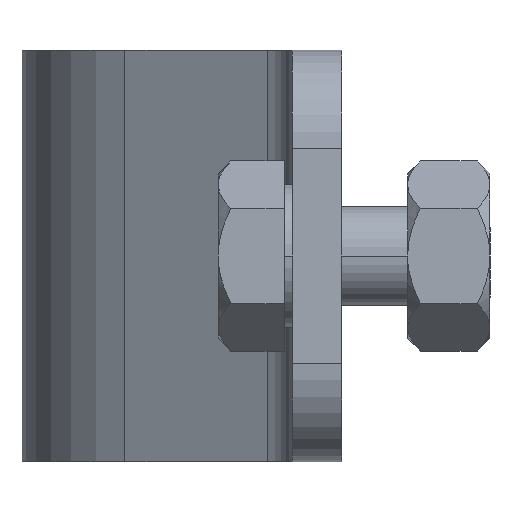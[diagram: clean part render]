
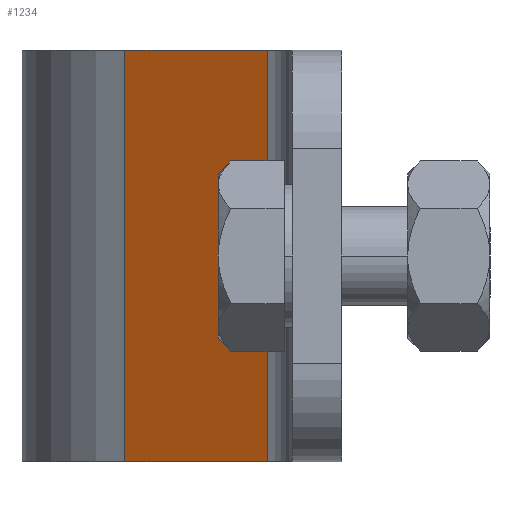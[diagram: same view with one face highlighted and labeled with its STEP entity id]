
A CAD part, left-side view. The second image highlights one B-rep face of the part: STEP entity #1234.
In plain terms, the highlighted planar face has unit normal (-0.866, 0.5, 0).
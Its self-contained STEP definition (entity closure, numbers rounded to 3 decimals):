
#83 = CARTESIAN_POINT ( 'NONE',  ( 1.598, 13.16, -12.5 ) ) ;
#228 = CARTESIAN_POINT ( 'NONE',  ( -14.444, -14.625, -6.5 ) ) ;
#294 = DIRECTION ( 'NONE',  ( 0., 0., 1. ) ) ;
#419 = VECTOR ( 'NONE', #1599, 1000. ) ;
#452 = LINE ( 'NONE', #1588, #419 ) ;
#511 = VERTEX_POINT ( 'NONE', #2124 ) ;
#606 = VERTEX_POINT ( 'NONE', #917 ) ;
#652 = VERTEX_POINT ( 'NONE', #1271 ) ;
#653 = CARTESIAN_POINT ( 'NONE',  ( -3.402, 4.5, -6.5 ) ) ;
#738 = ORIENTED_EDGE ( 'NONE', *, *, #1925, .T. ) ;
#743 = AXIS2_PLACEMENT_3D ( 'NONE', #228, #1052, #843 ) ;
#819 = EDGE_LOOP ( 'NONE', ( #738, #2337, #1963, #1554 ) ) ;
#843 = DIRECTION ( 'NONE',  ( 0., 0., 1. ) ) ;
#874 = CARTESIAN_POINT ( 'NONE',  ( -14.444, -14.625, -12.5 ) ) ;
#917 = CARTESIAN_POINT ( 'NONE',  ( -3.402, 4.5, 12.5 ) ) ;
#924 = FACE_OUTER_BOUND ( 'NONE', #819, .T. ) ;
#933 = VERTEX_POINT ( 'NONE', #83 ) ;
#997 = VECTOR ( 'NONE', #2208, 1000. ) ;
#1047 = LINE ( 'NONE', #1705, #997 ) ;
#1052 = DIRECTION ( 'NONE',  ( -0.866, 0.5, 0. ) ) ;
#1234 = ADVANCED_FACE ( 'NONE', ( #924 ), #1926, .T. ) ;
#1258 = VECTOR ( 'NONE', #1286, 1000. ) ;
#1271 = CARTESIAN_POINT ( 'NONE',  ( -3.402, 4.5, -12.5 ) ) ;
#1286 = DIRECTION ( 'NONE',  ( -0.5, -0.866, 0. ) ) ;
#1316 = EDGE_CURVE ( 'NONE', #511, #933, #452, .T. ) ;
#1360 = LINE ( 'NONE', #874, #1258 ) ;
#1475 = EDGE_CURVE ( 'NONE', #652, #606, #2083, .T. ) ;
#1553 = EDGE_CURVE ( 'NONE', #933, #652, #1360, .T. ) ;
#1554 = ORIENTED_EDGE ( 'NONE', *, *, #1475, .T. ) ;
#1588 = CARTESIAN_POINT ( 'NONE',  ( 1.598, 13.16, -6.5 ) ) ;
#1599 = DIRECTION ( 'NONE',  ( 0., 0., -1. ) ) ;
#1705 = CARTESIAN_POINT ( 'NONE',  ( -14.444, -14.625, 12.5 ) ) ;
#1736 = VECTOR ( 'NONE', #294, 1000. ) ;
#1925 = EDGE_CURVE ( 'NONE', #606, #511, #1047, .T. ) ;
#1926 = PLANE ( 'NONE',  #743 ) ;
#1963 = ORIENTED_EDGE ( 'NONE', *, *, #1553, .T. ) ;
#2083 = LINE ( 'NONE', #653, #1736 ) ;
#2124 = CARTESIAN_POINT ( 'NONE',  ( 1.598, 13.16, 12.5 ) ) ;
#2208 = DIRECTION ( 'NONE',  ( 0.5, 0.866, 0. ) ) ;
#2337 = ORIENTED_EDGE ( 'NONE', *, *, #1316, .T. ) ;
